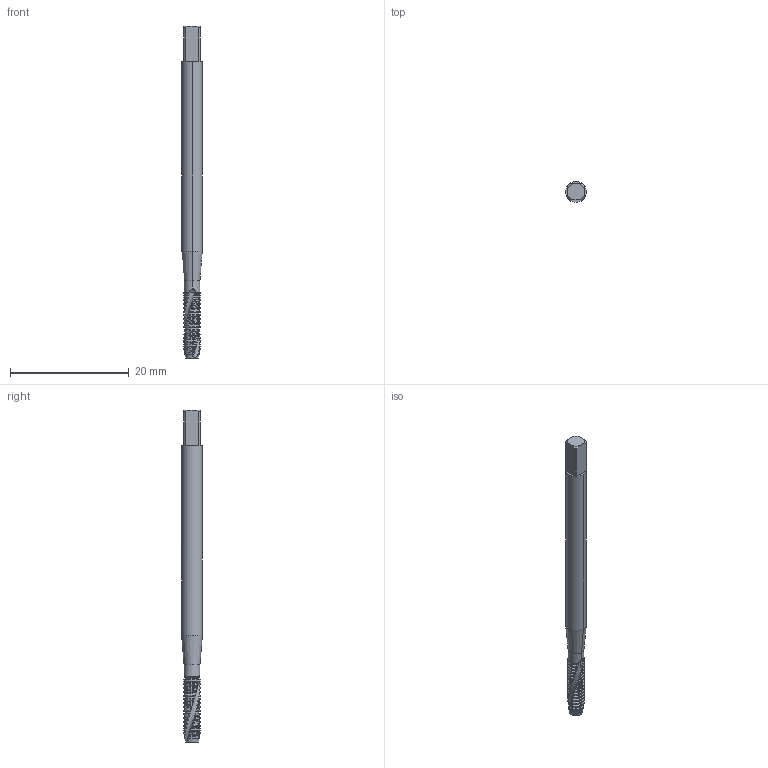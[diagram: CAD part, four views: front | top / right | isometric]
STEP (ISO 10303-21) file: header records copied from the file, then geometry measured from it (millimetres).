
FILE_DESCRIPTION(('no description'),'unknown implementation level');
FILE_NAME('solid5fgvAst4nh_vRi3i83nkX_Qn6Z0_1.STP',' ',('CIM GmbH Aachen'),('CADClick - KiM GmbH - www.kimweb.de'),'unknown preprocess','ACIS','unknown authorization');
FILE_SCHEMA(('automotive_design'));
Length unit declared in the file: millimetre
Products named in the file (2): 1; 2
Bounding box: 3.5 x 3.5 x 56 mm (x, y, z)
Volume: 453.4 mm3; surface area: 749.1 mm2
Topology: 2 solids, 2 shells, 295 faces, 821 edges, 528 vertices
Faces by surface type: cone 138, cylinder 130, plane 17, revolution 6, bspline 4
Entity records: 21568 total; most frequent: CARTESIAN_POINT 5249, STYLED_ITEM 1644, PRESENTATION_STYLE_ASSIGNMENT 1644, COLOUR_RGB 1644, ORIENTED_EDGE 1638, DIRECTION 1407, EDGE_CURVE 819, CURVE_STYLE 819
